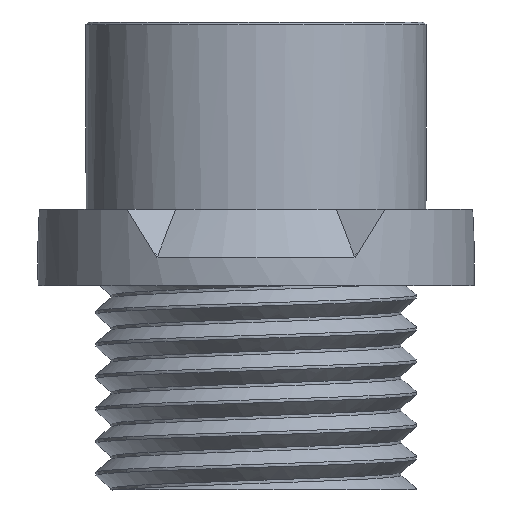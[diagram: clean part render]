
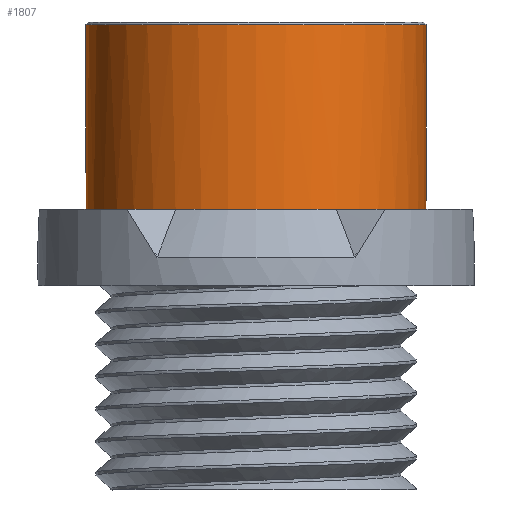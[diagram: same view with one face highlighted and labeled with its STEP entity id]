
A CAD part, left-side view. The second image highlights one B-rep face of the part: STEP entity #1807.
In plain terms, the highlighted cylindrical face has radius 6.697 mm (diameter 13.394 mm), a partial arc.
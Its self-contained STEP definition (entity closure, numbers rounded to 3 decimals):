
#182=FACE_OUTER_BOUND('',#286,.T.);
#286=EDGE_LOOP('',(#1634,#1635,#1636,#1637,#1638,#1639,#1640,#1641,#1642,
#1643));
#310=CIRCLE('',#1862,6.697);
#312=CIRCLE('',#1865,6.697);
#316=CIRCLE('',#1870,6.697);
#320=CIRCLE('',#1876,6.697);
#326=CIRCLE('',#1896,6.697);
#327=CIRCLE('',#1898,6.697);
#328=CIRCLE('',#1900,6.697);
#346=CIRCLE('',#1955,6.697);
#554=LINE('',#8873,#677);
#556=LINE('',#8881,#679);
#677=VECTOR('',#2325,10.);
#679=VECTOR('',#2329,10.);
#758=VERTEX_POINT('',#6457);
#759=VERTEX_POINT('',#6458);
#764=VERTEX_POINT('',#6497);
#765=VERTEX_POINT('',#6498);
#776=VERTEX_POINT('',#6548);
#777=VERTEX_POINT('',#6562);
#788=VERTEX_POINT('',#6586);
#789=VERTEX_POINT('',#6588);
#867=VERTEX_POINT('',#8872);
#869=VERTEX_POINT('',#8880);
#952=EDGE_CURVE('',#758,#759,#310,.T.);
#958=EDGE_CURVE('',#764,#765,#312,.T.);
#970=EDGE_CURVE('',#777,#776,#316,.T.);
#982=EDGE_CURVE('',#789,#788,#320,.T.);
#1032=EDGE_CURVE('',#776,#764,#326,.T.);
#1039=EDGE_CURVE('',#759,#789,#327,.T.);
#1046=EDGE_CURVE('',#765,#758,#328,.T.);
#1128=EDGE_CURVE('',#777,#867,#554,.T.);
#1131=EDGE_CURVE('',#788,#869,#556,.T.);
#1132=EDGE_CURVE('',#867,#869,#346,.T.);
#1634=ORIENTED_EDGE('',*,*,#982,.T.);
#1635=ORIENTED_EDGE('',*,*,#1131,.T.);
#1636=ORIENTED_EDGE('',*,*,#1132,.F.);
#1637=ORIENTED_EDGE('',*,*,#1128,.F.);
#1638=ORIENTED_EDGE('',*,*,#970,.T.);
#1639=ORIENTED_EDGE('',*,*,#1032,.T.);
#1640=ORIENTED_EDGE('',*,*,#958,.T.);
#1641=ORIENTED_EDGE('',*,*,#1046,.T.);
#1642=ORIENTED_EDGE('',*,*,#952,.T.);
#1643=ORIENTED_EDGE('',*,*,#1039,.T.);
#1719=CYLINDRICAL_SURFACE('',#1954,6.697);
#1807=ADVANCED_FACE('',(#182),#1719,.T.);
#1862=AXIS2_PLACEMENT_3D('',#6459,#2054,#2055);
#1865=AXIS2_PLACEMENT_3D('',#6499,#2062,#2063);
#1870=AXIS2_PLACEMENT_3D('',#6563,#2077,#2078);
#1876=AXIS2_PLACEMENT_3D('',#6589,#2097,#2098);
#1896=AXIS2_PLACEMENT_3D('',#6806,#2156,#2157);
#1898=AXIS2_PLACEMENT_3D('',#6898,#2160,#2161);
#1900=AXIS2_PLACEMENT_3D('',#6990,#2164,#2165);
#1954=AXIS2_PLACEMENT_3D('',#8879,#2327,#2328);
#1955=AXIS2_PLACEMENT_3D('',#8882,#2330,#2331);
#2054=DIRECTION('center_axis',(0.,0.,1.));
#2055=DIRECTION('ref_axis',(-1.,0.,0.));
#2062=DIRECTION('center_axis',(0.,0.,1.));
#2063=DIRECTION('ref_axis',(-1.,0.,0.));
#2077=DIRECTION('center_axis',(0.,0.,1.));
#2078=DIRECTION('ref_axis',(-1.,0.,0.));
#2097=DIRECTION('center_axis',(0.,0.,1.));
#2098=DIRECTION('ref_axis',(-1.,0.,0.));
#2156=DIRECTION('center_axis',(0.,0.,1.));
#2157=DIRECTION('ref_axis',(-1.,0.,0.));
#2160=DIRECTION('center_axis',(0.,0.,1.));
#2161=DIRECTION('ref_axis',(-1.,0.,0.));
#2164=DIRECTION('center_axis',(0.,0.,1.));
#2165=DIRECTION('ref_axis',(-1.,0.,0.));
#2325=DIRECTION('',(0.,0.,1.));
#2327=DIRECTION('center_axis',(0.,0.,1.));
#2328=DIRECTION('ref_axis',(-1.,0.,0.));
#2329=DIRECTION('',(0.,0.,1.));
#2330=DIRECTION('center_axis',(0.,0.,1.));
#2331=DIRECTION('ref_axis',(-1.,0.,0.));
#6457=CARTESIAN_POINT('',(-7.554,-7.962,0.));
#6458=CARTESIAN_POINT('',(-1.604,-11.49,0.));
#6459=CARTESIAN_POINT('Origin',(-1.654,-4.793,0.));
#6497=CARTESIAN_POINT('',(-1.604,1.904,0.));
#6498=CARTESIAN_POINT('',(-7.554,-1.624,0.));
#6499=CARTESIAN_POINT('Origin',(-1.654,-4.793,0.));
#6548=CARTESIAN_POINT('',(3.011,0.012,0.));
#6562=CARTESIAN_POINT('',(4.613,-2.434,0.));
#6563=CARTESIAN_POINT('Origin',(-1.654,-4.793,0.));
#6586=CARTESIAN_POINT('',(4.621,-7.133,0.));
#6588=CARTESIAN_POINT('',(3.011,-9.598,0.));
#6589=CARTESIAN_POINT('Origin',(-1.654,-4.793,0.));
#6806=CARTESIAN_POINT('Origin',(-1.654,-4.793,0.));
#6898=CARTESIAN_POINT('Origin',(-1.654,-4.793,0.));
#6990=CARTESIAN_POINT('Origin',(-1.654,-4.793,0.));
#8872=CARTESIAN_POINT('',(4.613,-2.434,7.281));
#8873=CARTESIAN_POINT('',(4.613,-2.434,-2.819));
#8879=CARTESIAN_POINT('Origin',(-1.654,-4.793,-2.819));
#8880=CARTESIAN_POINT('',(4.621,-7.133,7.281));
#8881=CARTESIAN_POINT('',(4.621,-7.133,-2.819));
#8882=CARTESIAN_POINT('Origin',(-1.654,-4.793,7.281));
